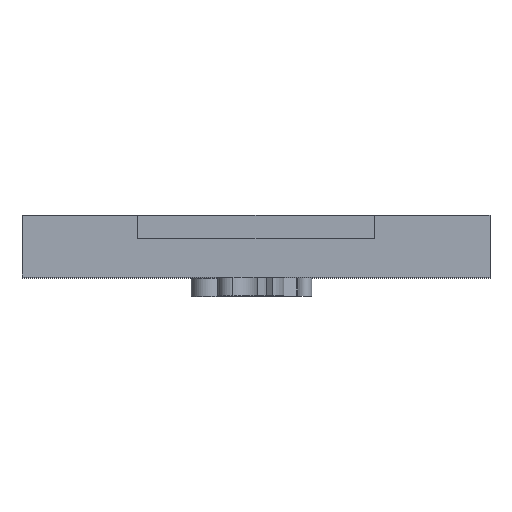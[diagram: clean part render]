
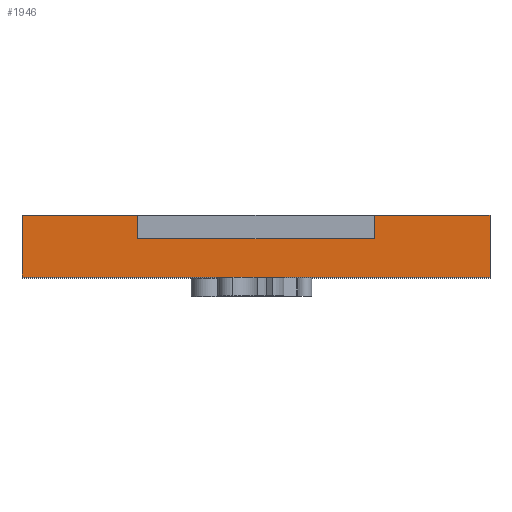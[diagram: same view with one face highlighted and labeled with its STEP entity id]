
A CAD part, top view. The second image highlights one B-rep face of the part: STEP entity #1946.
In plain terms, the highlighted planar face has unit normal (0, 0, 1).
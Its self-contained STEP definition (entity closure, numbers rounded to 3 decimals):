
#245=ORIENTED_EDGE('',*,*,#822,.F.);
#246=ORIENTED_EDGE('',*,*,#823,.F.);
#247=ORIENTED_EDGE('',*,*,#824,.T.);
#248=ORIENTED_EDGE('',*,*,#820,.T.);
#249=ORIENTED_EDGE('',*,*,#729,.F.);
#250=ORIENTED_EDGE('',*,*,#813,.F.);
#251=ORIENTED_EDGE('',*,*,#825,.T.);
#252=ORIENTED_EDGE('',*,*,#826,.T.);
#729=EDGE_CURVE('',#1020,#1021,#1214,.T.);
#813=EDGE_CURVE('',#1103,#1020,#1262,.T.);
#820=EDGE_CURVE('',#1109,#1021,#1269,.T.);
#822=EDGE_CURVE('',#1110,#1111,#1271,.T.);
#823=EDGE_CURVE('',#1112,#1110,#1272,.T.);
#824=EDGE_CURVE('',#1112,#1109,#1273,.T.);
#825=EDGE_CURVE('',#1103,#1113,#1274,.T.);
#826=EDGE_CURVE('',#1113,#1111,#1275,.T.);
#1020=VERTEX_POINT('',#2495);
#1021=VERTEX_POINT('',#2497);
#1103=VERTEX_POINT('',#3021);
#1109=VERTEX_POINT('',#3037);
#1110=VERTEX_POINT('',#3041);
#1111=VERTEX_POINT('',#3042);
#1112=VERTEX_POINT('',#3044);
#1113=VERTEX_POINT('',#3047);
#1214=LINE('',#2496,#1421);
#1262=LINE('',#3022,#1469);
#1269=LINE('',#3036,#1476);
#1271=LINE('',#3040,#1478);
#1272=LINE('',#3043,#1479);
#1273=LINE('',#3045,#1480);
#1274=LINE('',#3046,#1481);
#1275=LINE('',#3048,#1482);
#1421=VECTOR('',#2143,1000.);
#1469=VECTOR('',#2195,1000.);
#1476=VECTOR('',#2206,1000.);
#1478=VECTOR('',#2210,1000.);
#1479=VECTOR('',#2211,1000.);
#1480=VECTOR('',#2212,1000.);
#1481=VECTOR('',#2213,1000.);
#1482=VECTOR('',#2214,1000.);
#1640=EDGE_LOOP('',(#245,#246,#247,#248,#249,#250,#251,#252));
#1763=FACE_BOUND('',#1640,.T.);
#1877=PLANE('',#2071);
#1946=ADVANCED_FACE('',(#1763),#1877,.F.);
#2071=AXIS2_PLACEMENT_3D('',#3039,#2208,#2209);
#2143=DIRECTION('',(-1.,0.,0.));
#2195=DIRECTION('',(0.,-1.,0.));
#2206=DIRECTION('',(0.,-1.,0.));
#2208=DIRECTION('',(0.,0.,-1.));
#2209=DIRECTION('',(-1.,0.,0.));
#2210=DIRECTION('',(1.,0.,0.));
#2211=DIRECTION('',(0.,-1.,0.));
#2212=DIRECTION('',(-1.,0.,0.));
#2213=DIRECTION('',(-1.,0.,0.));
#2214=DIRECTION('',(0.,-1.,0.));
#2495=CARTESIAN_POINT('',(-0.127,0.,37.973));
#2496=CARTESIAN_POINT('',(-25.273,0.,37.973));
#2497=CARTESIAN_POINT('',(-25.273,0.,37.973));
#3021=CARTESIAN_POINT('',(-0.127,3.32,37.973));
#3022=CARTESIAN_POINT('',(-0.127,500000.,37.973));
#3036=CARTESIAN_POINT('',(-25.273,500000.,37.973));
#3037=CARTESIAN_POINT('',(-25.273,3.32,37.973));
#3039=CARTESIAN_POINT('',(-25.273,500000.,37.973));
#3040=CARTESIAN_POINT('',(-25.273,2.05,37.973));
#3041=CARTESIAN_POINT('',(-19.05,2.05,37.973));
#3042=CARTESIAN_POINT('',(-6.35,2.05,37.973));
#3043=CARTESIAN_POINT('',(-19.05,3.32,37.973));
#3044=CARTESIAN_POINT('',(-19.05,3.32,37.973));
#3045=CARTESIAN_POINT('',(-25.273,3.32,37.973));
#3046=CARTESIAN_POINT('',(-6.35,3.32,37.973));
#3047=CARTESIAN_POINT('',(-6.35,3.32,37.973));
#3048=CARTESIAN_POINT('',(-6.35,3.32,37.973));
